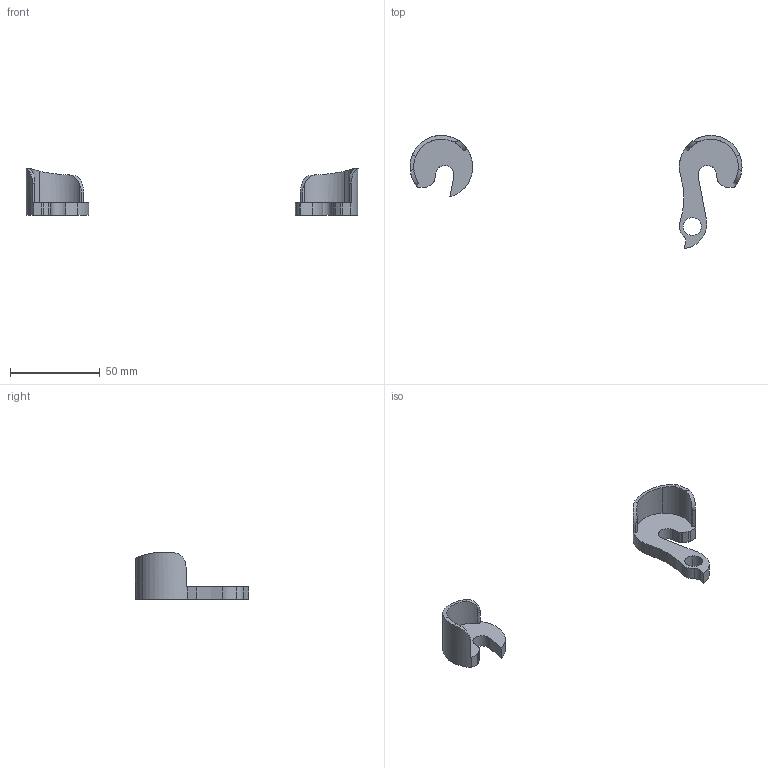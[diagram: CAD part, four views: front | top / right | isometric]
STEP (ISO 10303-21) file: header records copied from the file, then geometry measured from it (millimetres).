
FILE_DESCRIPTION (( 'STEP AP214' ), '1' );
FILE_NAME ('DR0001.STEP', '2012-06-29T20:30:56', ( 'BobCad' ), ( 'Microsoft' ), 'SwSTEP 2.0', 'SolidWorks 2012', '' );
FILE_SCHEMA (( 'AUTOMOTIVE_DESIGN' ));
Length unit declared in the file: millimetre
Products named in the file (3): DR0001L; DR0001R; DR0001
Assembly tree (2 placements, depth 2):
  DR0001
    DR0001R
    DR0001L
Bounding box: 184.92 x 62.99 x 26 mm (x, y, z)
Volume: 16101 mm3; surface area: 9701.5 mm2
Topology: 2 solids, 2 shells, 53 faces, 147 edges, 98 vertices
Faces by surface type: cylinder 32, plane 21
Entity records: 1980 total; most frequent: CARTESIAN_POINT 506, DIRECTION 295, ORIENTED_EDGE 294, EDGE_CURVE 147, AXIS2_PLACEMENT_3D 111, VERTEX_POINT 98, LINE 73, VECTOR 73
